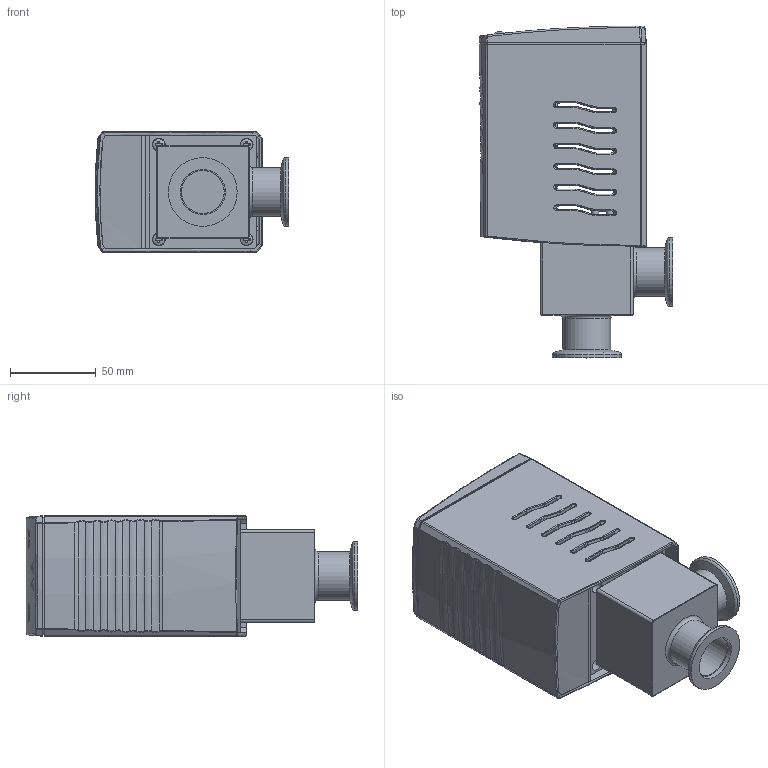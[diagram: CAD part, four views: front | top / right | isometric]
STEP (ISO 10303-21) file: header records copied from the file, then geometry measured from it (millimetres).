
FILE_DESCRIPTION((''),'2;1');
FILE_NAME('MPFA44506.stp','2008-07-04T14:26:53',('KPE'),(''),'Autodesk Inventor 2009','Autodesk Inventor 2009','');
FILE_SCHEMA(('AUTOMOTIVE_DESIGN { 1 0 10303 214 1 1 1 1 }'));
Length unit declared in the file: millimetre
Products named in the file (13): M253-502; Bauteil1_1; Bauteil1_2; Bauteil1_3; Bauteil1_4; Bauteil1_5; Bauteil1_6; Bauteil1_7; Bauteil1_8; Bauteil1_9; Bauteil1_10; Bauteil1_11; Bauteil1_12
Assembly tree (12 placements, depth 2):
  M253-502
    Bauteil1_1
    Bauteil1_2
    Bauteil1_3
    Bauteil1_4
    Bauteil1_5
    Bauteil1_6
    Bauteil1_7
    Bauteil1_8
    Bauteil1_9
    Bauteil1_10
    Bauteil1_11
    Bauteil1_12
Bounding box: 112.53 x 192.95 x 70 mm (x, y, z)
Volume: 281804.9 mm3; surface area: 222212.6 mm2
Topology: 12 solids, 12 shells, 2038 faces, 5005 edges, 3121 vertices
Faces by surface type: plane 789, cylinder 466, bspline 390, cone 196, torus 177, sphere 20
Full cylindrical faces by diameter (mm): 3.242 x4, 4 x7, 4.2 x8, 4.5 x3, 5 x4, 6 x1, 7 x4, 7.5 x6, 8 x3, 8.5 x4, 9 x1, 11.2 x1, 17.5 x1, 19.8 x1, 20 x1, 24.5 x1, 25 x2, 26 x1, 26.3 x2, 28 x2, 33.9 x1, 34.45 x1, 36.5 x1, 40 x2, 41.85 x1, 44.9 x1
Entity records: 85877 total; most frequent: CARTESIAN_POINT 39777, DIRECTION 9443, ORIENTED_EDGE 9404, EDGE_CURVE 4702, AXIS2_PLACEMENT_3D 3698, VERTEX_POINT 3076, EDGE_LOOP 2502, VECTOR 2047
